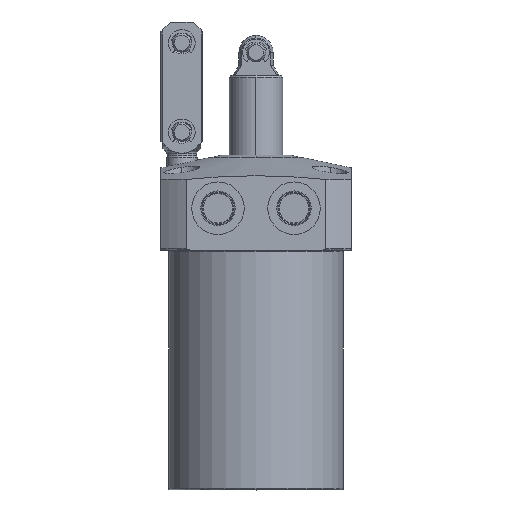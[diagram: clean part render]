
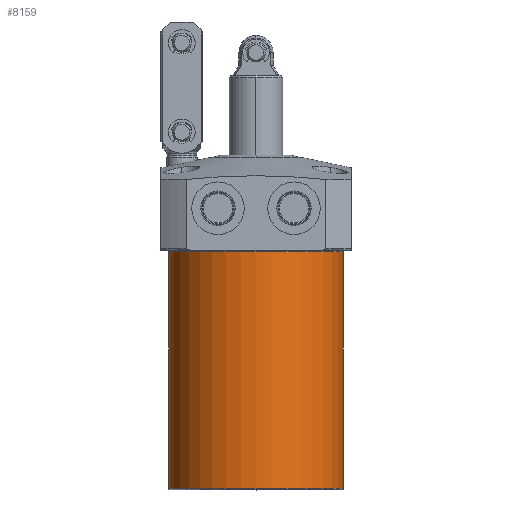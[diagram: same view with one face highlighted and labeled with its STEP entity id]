
A CAD part, top view. The second image highlights one B-rep face of the part: STEP entity #8159.
In plain terms, the highlighted cylindrical face has radius 23 mm (diameter 46 mm), a partial arc.
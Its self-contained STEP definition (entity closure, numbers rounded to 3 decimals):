
#895 = VECTOR ( 'NONE', #2290, 1000. ) ;
#907 = AXIS2_PLACEMENT_3D ( 'NONE', #2197, #2201, #2202 ) ;
#1494 = VERTEX_POINT ( 'NONE', #3225 ) ;
#1495 = VERTEX_POINT ( 'NONE', #3226 ) ;
#1496 = VERTEX_POINT ( 'NONE', #3227 ) ;
#1497 = VERTEX_POINT ( 'NONE', #3228 ) ;
#2197 = CARTESIAN_POINT ( 'NONE',  ( 0., -24.6, 0. ) ) ;
#2201 = DIRECTION ( 'NONE',  ( 0., 1., 0. ) ) ;
#2202 = DIRECTION ( 'NONE',  ( -1., 0., 0. ) ) ;
#2288 = LINE ( 'NONE', #2289, #895 ) ;
#2289 = CARTESIAN_POINT ( 'NONE',  ( -23., 0., 0. ) ) ;
#2290 = DIRECTION ( 'NONE',  ( 0., 1., 0. ) ) ;
#2296 = CARTESIAN_POINT ( 'NONE',  ( 0., -86.8, 0. ) ) ;
#2297 = DIRECTION ( 'NONE',  ( 0., 1., 0. ) ) ;
#2298 = DIRECTION ( 'NONE',  ( -1., 0., 0. ) ) ;
#2303 = LINE ( 'NONE', #2304, #9408 ) ;
#2304 = CARTESIAN_POINT ( 'NONE',  ( 23., 0., 0. ) ) ;
#2305 = DIRECTION ( 'NONE',  ( 0., 1., 0. ) ) ;
#2926 = FACE_OUTER_BOUND ( 'NONE', #4269, .T. ) ;
#2927 = CYLINDRICAL_SURFACE ( 'NONE', #2929, 23. ) ;
#2929 = AXIS2_PLACEMENT_3D ( 'NONE', #5047, #5051, #5052 ) ;
#3225 = CARTESIAN_POINT ( 'NONE',  ( 23., -86.8, 0. ) ) ;
#3226 = CARTESIAN_POINT ( 'NONE',  ( -23., -86.8, 0. ) ) ;
#3227 = CARTESIAN_POINT ( 'NONE',  ( -23., -24.6, 0. ) ) ;
#3228 = CARTESIAN_POINT ( 'NONE',  ( 23., -24.6, 0. ) ) ;
#4214 = ORIENTED_EDGE ( 'NONE', *, *, #7514, .T. ) ;
#4230 = ORIENTED_EDGE ( 'NONE', *, *, #7497, .F. ) ;
#4231 = ORIENTED_EDGE ( 'NONE', *, *, #7509, .F. ) ;
#4237 = ORIENTED_EDGE ( 'NONE', *, *, #7512, .T. ) ;
#4269 = EDGE_LOOP ( 'NONE', ( #4237, #4214, #4230, #4231 ) ) ;
#5047 = CARTESIAN_POINT ( 'NONE',  ( 0., 0., 0. ) ) ;
#5051 = DIRECTION ( 'NONE',  ( 0., 1., 0. ) ) ;
#5052 = DIRECTION ( 'NONE',  ( -1., 0., 0. ) ) ;
#7497 = EDGE_CURVE ( 'NONE', #1496, #1497, #7911, .T. ) ;
#7509 = EDGE_CURVE ( 'NONE', #1495, #1496, #2288, .T. ) ;
#7512 = EDGE_CURVE ( 'NONE', #1495, #1494, #7905, .T. ) ;
#7514 = EDGE_CURVE ( 'NONE', #1494, #1497, #2303, .T. ) ;
#7905 = CIRCLE ( 'NONE', #9380, 23. ) ;
#7911 = CIRCLE ( 'NONE', #907, 23. ) ;
#8159 = ADVANCED_FACE ( 'NONE', ( #2926 ), #2927, .T. ) ;
#9380 = AXIS2_PLACEMENT_3D ( 'NONE', #2296, #2297, #2298 ) ;
#9408 = VECTOR ( 'NONE', #2305, 1000. ) ;
